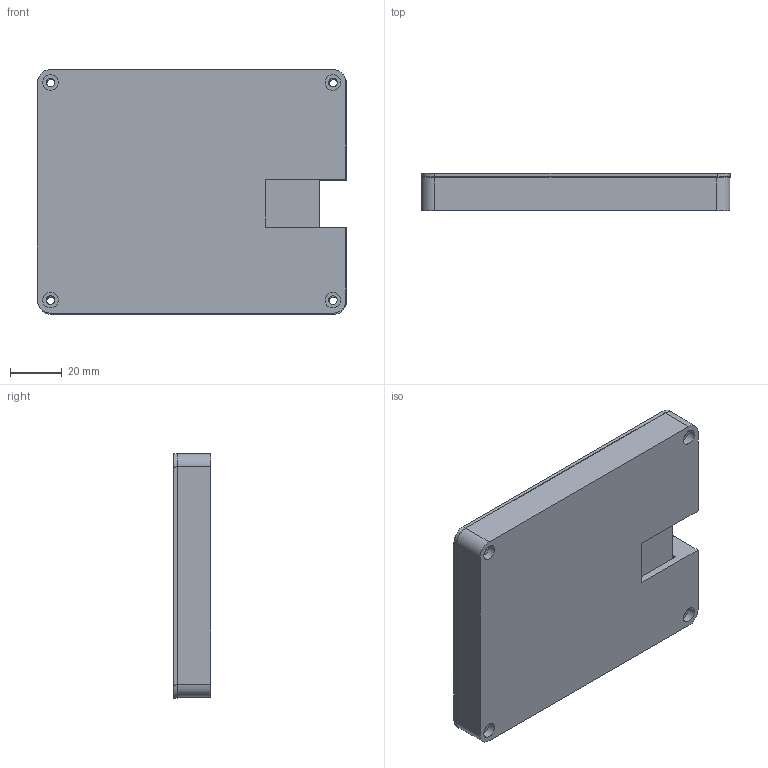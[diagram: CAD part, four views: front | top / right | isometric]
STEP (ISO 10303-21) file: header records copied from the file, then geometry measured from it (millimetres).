
FILE_DESCRIPTION(/* description */ (''),/* implementation_level */ '2;1');
FILE_NAME(/* name */ 'Untitled v12.step',/* time_stamp */ '2025-05-27T20:01:58-04:00',/* author */ (''),/* organization */ (''),/* preprocessor_version */ 'ST-DEVELOPER v20.1',/* originating_system */ 'Autodesk Translation Framework v14.10.0.0',/* authorisation */ '');
FILE_SCHEMA (('AUTOMOTIVE_DESIGN { 1 0 10303 214 3 1 1 }'));
Length unit declared in the file: millimetre
Products named in the file (4): Untitled; Component1; PCB; Untitled_1
Assembly tree (4 placements, depth 2):
  Untitled
    Component1
    Untitled_1  x2
    PCB
Bounding box: 119.29 x 14.5 x 94.51 mm (x, y, z)
Volume: 97423.1 mm3; surface area: 76322 mm2
Topology: 8 solids, 8 shells, 242 faces, 648 edges, 432 vertices
Faces by surface type: plane 152, bspline 58, cylinder 32
Full cylindrical faces by diameter (mm): 3.4 x12, 6 x8
Entity records: 4891 total; most frequent: CARTESIAN_POINT 1277, ORIENTED_EDGE 756, DIRECTION 618, EDGE_CURVE 378, LINE 272, VECTOR 272, VERTEX_POINT 252, EDGE_LOOP 178
